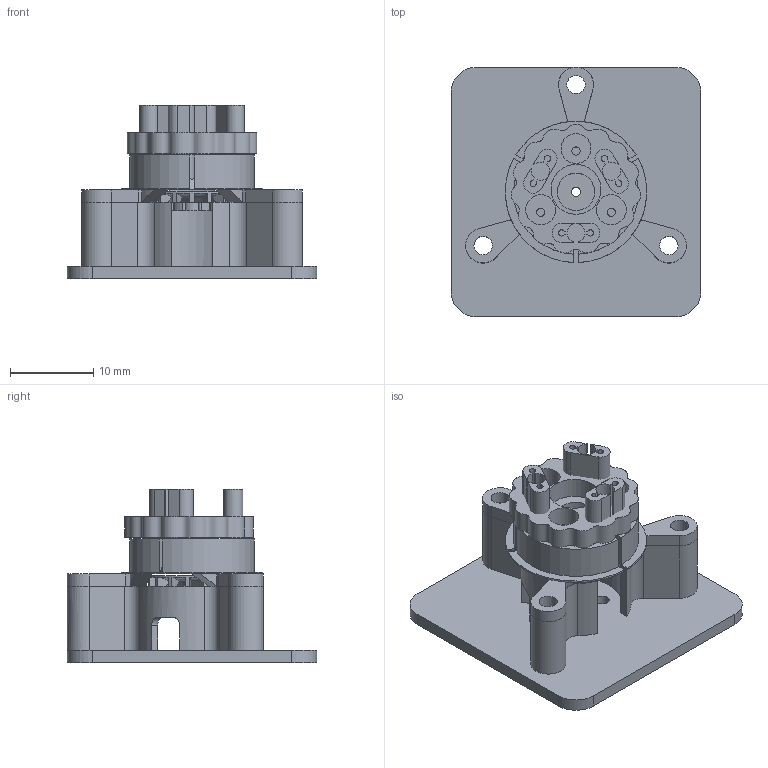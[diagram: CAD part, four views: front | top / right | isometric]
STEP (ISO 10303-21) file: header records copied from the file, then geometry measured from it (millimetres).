
FILE_DESCRIPTION(/* description */ ('STEP AP242','CAx-IF Rec.Pracs.---Representation and Presentation of Product Manufacturing Information (PMI)---4.0---2014-10-13','CAx-IF Rec.Pracs.---3D Tessellated Geometry---0.4---2014-09-14','2;1'),/* implementation_level */ '2;1');
FILE_NAME(/* name */ '66a57db6ef2cb7436608f97d',/* time_stamp */ '2024-07-27T23:07:35Z',/* author */ (''),/* organization */ (''),/* preprocessor_version */ 'ST-DEVELOPER v20',/* originating_system */ ' ',/* authorisation */ ' ');
FILE_SCHEMA (('AP242_MANAGED_MODEL_BASED_3D_ENGINEERING_MIM_LF { 1 0 10303 442 1 1 4 }'));
Length unit declared in the file: metre
Products named in the file (4): 1st disk; base gearbox plate; motor mount; center shaft bottom
Bounding box: 30 x 30 x 20.9 mm (x, y, z)
Volume: 3204.4 mm3; surface area: 5310.5 mm2
Topology: 4 solids, 4 shells, 290 faces, 804 edges, 521 vertices
Faces by surface type: plane 162, cylinder 107, bspline 21
Full cylindrical faces by diameter (mm): 1 x3, 1.1 x1, 1.6 x3, 1.9 x3, 2.2 x6, 3.3 x2, 3.6 x3, 4.5 x1, 6 x1, 10.5 x1
Entity records: 12354 total; most frequent: CARTESIAN_POINT 4915, ORIENTED_EDGE 1540, DIRECTION 1495, EDGE_CURVE 770, AXIS2_PLACEMENT_3D 542, VERTEX_POINT 513, LINE 411, VECTOR 411
